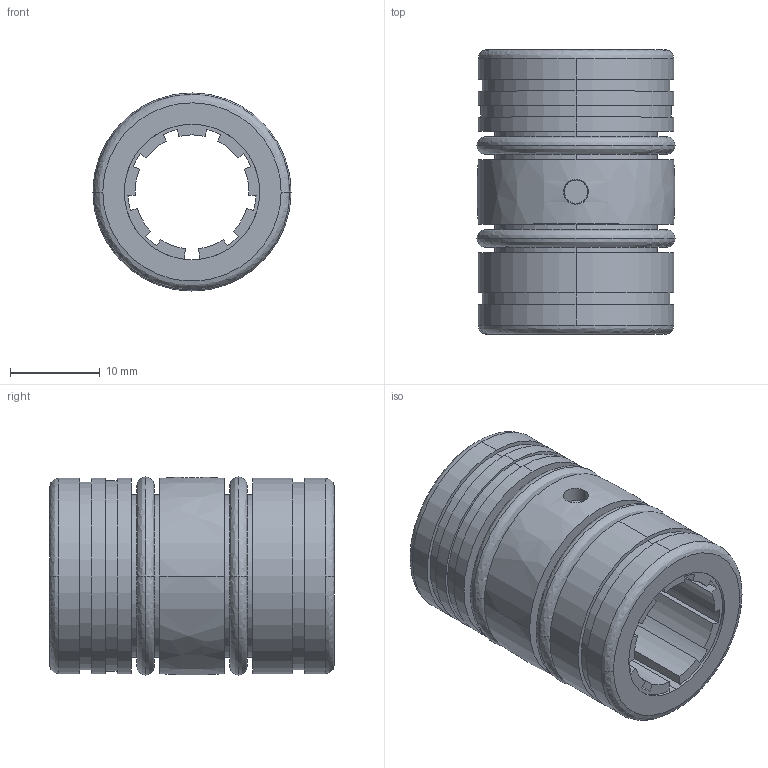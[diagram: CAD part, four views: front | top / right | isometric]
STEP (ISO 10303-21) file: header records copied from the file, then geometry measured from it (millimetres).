
FILE_DESCRIPTION (( 'STEP AP214' ), '1' );
FILE_NAME ('A-RJUI-03-08.step', '2017-11-29T20:23:53', ( '' ), ( '' ), 'SwSTEP 2.0', 'SolidWorks 2017', '' );
FILE_SCHEMA (( 'AUTOMOTIVE_DESIGN' ));
Length unit declared in the file: inch
Products named in the file (1): A-RJUI-03-08
Bounding box: 22.03 x 31.65 x 22.03 mm (x, y, z)
Volume: 6827.7 mm3; surface area: 8748.6 mm2
Topology: 4 solids, 4 shells, 143 faces, 360 edges, 238 vertices
Faces by surface type: plane 69, cylinder 60, bspline 14
Entity records: 6930 total; most frequent: CARTESIAN_POINT 1462, DIRECTION 768, ORIENTED_EDGE 720, EDGE_CURVE 360, AXIS2_PLACEMENT_3D 294, VERTEX_POINT 238, VECTOR 180, LINE 180
